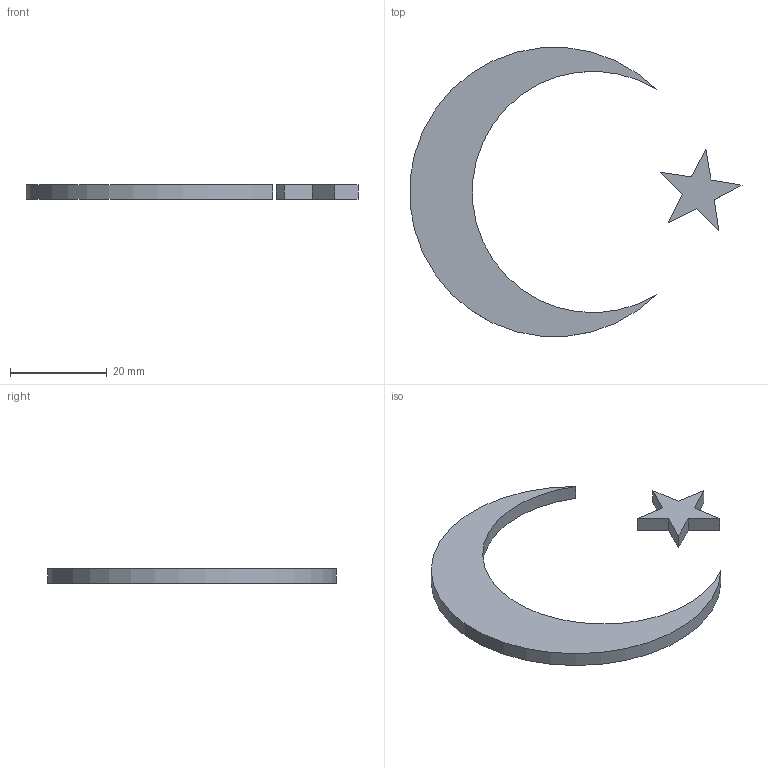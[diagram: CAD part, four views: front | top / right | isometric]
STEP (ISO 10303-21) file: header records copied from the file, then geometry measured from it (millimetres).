
FILE_DESCRIPTION(('Open CASCADE Model'),'2;1');
FILE_NAME('Open CASCADE Shape Model','2025-04-27T14:26:55',('Author'),( 'Open CASCADE'),'Open CASCADE STEP processor 7.8','Open CASCADE 7.8' ,'Unknown');
FILE_SCHEMA(('AUTOMOTIVE_DESIGN { 1 0 10303 214 1 1 1 1 }'));
Length unit declared in the file: millimetre
Products named in the file (3): Open CASCADE STEP translator 7.8 70; Open CASCADE STEP translator 7.8 70.1; Open CASCADE STEP translator 7.8 70.2
Assembly tree (2 placements, depth 2):
  Open CASCADE STEP translator 7.8 70
    Open CASCADE STEP translator 7.8 70.1
    Open CASCADE STEP translator 7.8 70.2
Bounding box: 68.78 x 59.78 x 3 mm (x, y, z)
Volume: 3158.8 mm3; surface area: 3043.8 mm2
Topology: 2 solids, 2 shells, 16 faces, 36 edges, 24 vertices
Faces by surface type: plane 14, cylinder 2
Entity records: 952 total; most frequent: CARTESIAN_POINT 155, DIRECTION 146, LINE 96, VECTOR 96, ORIENTED_EDGE 72, PCURVE 72, DEFINITIONAL_REPRESENTATION 72, EDGE_CURVE 36
